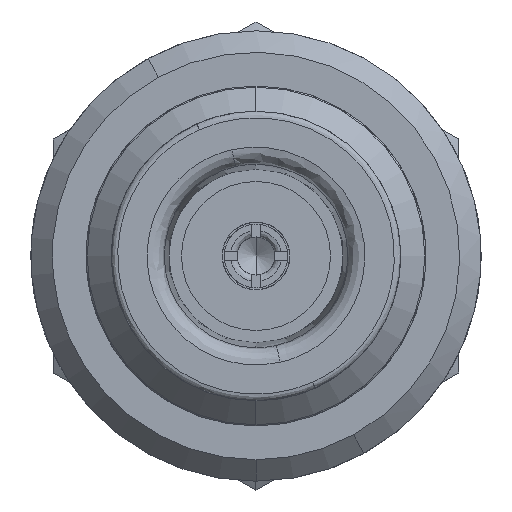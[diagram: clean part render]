
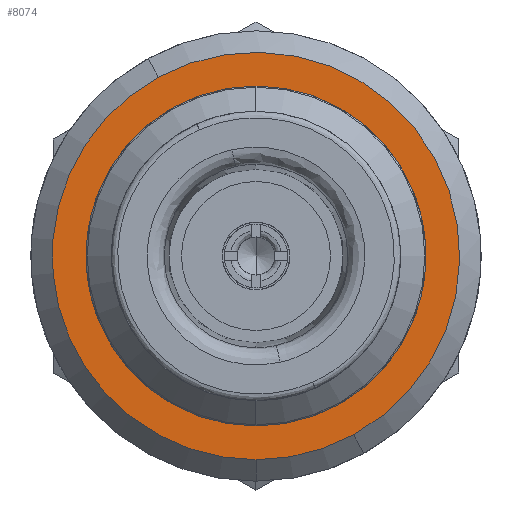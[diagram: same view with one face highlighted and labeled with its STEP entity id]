
A CAD part, left-side view. The second image highlights one B-rep face of the part: STEP entity #8074.
In plain terms, the highlighted planar face has unit normal (-1, 0, 0).
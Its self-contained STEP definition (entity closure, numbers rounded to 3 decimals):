
#142 = VERTEX_POINT ( 'NONE', #665 ) ;
#256 = VERTEX_POINT ( 'NONE', #5788 ) ;
#397 = EDGE_LOOP ( 'NONE', ( #9454, #8442, #7305 ) ) ;
#665 = CARTESIAN_POINT ( 'NONE',  ( -24.55, -4.555, -8.337 ) ) ;
#803 = DIRECTION ( 'NONE',  ( 1., 0., 0. ) ) ;
#1586 = DIRECTION ( 'NONE',  ( 1., 0., 0. ) ) ;
#1590 = CARTESIAN_POINT ( 'NONE',  ( -24.55, 0., 0. ) ) ;
#1944 = CIRCLE ( 'NONE', #7820, 9.5 ) ;
#2168 = CIRCLE ( 'NONE', #6063, 7.925 ) ;
#2593 = DIRECTION ( 'NONE',  ( 0., 0., -1. ) ) ;
#2783 = EDGE_CURVE ( 'NONE', #8019, #142, #10210, .T. ) ;
#3313 = DIRECTION ( 'NONE',  ( 1., 0., 0. ) ) ;
#3473 = ORIENTED_EDGE ( 'NONE', *, *, #11599, .T. ) ;
#3513 = CARTESIAN_POINT ( 'NONE',  ( -24.55, 0., 0. ) ) ;
#4140 = EDGE_CURVE ( 'NONE', #142, #256, #1944, .T. ) ;
#4143 = AXIS2_PLACEMENT_3D ( 'NONE', #9241, #10971, #8070 ) ;
#4260 = CARTESIAN_POINT ( 'NONE',  ( -24.55, 0., 0. ) ) ;
#4337 = AXIS2_PLACEMENT_3D ( 'NONE', #8477, #803, #8393 ) ;
#4558 = VERTEX_POINT ( 'NONE', #12231 ) ;
#4675 = FACE_OUTER_BOUND ( 'NONE', #397, .T. ) ;
#4727 = DIRECTION ( 'NONE',  ( 1., 0., 0. ) ) ;
#5298 = DIRECTION ( 'NONE',  ( 1., 0., 0. ) ) ;
#5589 = AXIS2_PLACEMENT_3D ( 'NONE', #3513, #1586, #6201 ) ;
#5639 = CIRCLE ( 'NONE', #4337, 7.925 ) ;
#5708 = DIRECTION ( 'NONE',  ( 0., 0., 1. ) ) ;
#5788 = CARTESIAN_POINT ( 'NONE',  ( -24.55, 0., -9.5 ) ) ;
#6063 = AXIS2_PLACEMENT_3D ( 'NONE', #10582, #4727, #5708 ) ;
#6138 = PLANE ( 'NONE',  #4143 ) ;
#6201 = DIRECTION ( 'NONE',  ( 0., 0., -1. ) ) ;
#6437 = FACE_BOUND ( 'NONE', #7121, .T. ) ;
#7121 = EDGE_LOOP ( 'NONE', ( #3473, #10124 ) ) ;
#7148 = AXIS2_PLACEMENT_3D ( 'NONE', #4260, #3313, #10000 ) ;
#7305 = ORIENTED_EDGE ( 'NONE', *, *, #4140, .F. ) ;
#7820 = AXIS2_PLACEMENT_3D ( 'NONE', #1590, #5298, #2593 ) ;
#8019 = VERTEX_POINT ( 'NONE', #8254 ) ;
#8070 = DIRECTION ( 'NONE',  ( 0., 0., 1. ) ) ;
#8074 = ADVANCED_FACE ( 'NONE', ( #6437, #4675 ), #6138, .T. ) ;
#8254 = CARTESIAN_POINT ( 'NONE',  ( -24.55, 4.555, 8.337 ) ) ;
#8393 = DIRECTION ( 'NONE',  ( 0., 0., 1. ) ) ;
#8442 = ORIENTED_EDGE ( 'NONE', *, *, #10131, .F. ) ;
#8477 = CARTESIAN_POINT ( 'NONE',  ( -24.55, 0., 0. ) ) ;
#9020 = CARTESIAN_POINT ( 'NONE',  ( -24.55, 0., -7.925 ) ) ;
#9229 = EDGE_CURVE ( 'NONE', #12129, #4558, #2168, .T. ) ;
#9241 = CARTESIAN_POINT ( 'NONE',  ( -24.55, 0., 10.5 ) ) ;
#9454 = ORIENTED_EDGE ( 'NONE', *, *, #2783, .F. ) ;
#10000 = DIRECTION ( 'NONE',  ( 0., 0., -1. ) ) ;
#10124 = ORIENTED_EDGE ( 'NONE', *, *, #9229, .T. ) ;
#10131 = EDGE_CURVE ( 'NONE', #256, #8019, #11867, .T. ) ;
#10210 = CIRCLE ( 'NONE', #7148, 9.5 ) ;
#10582 = CARTESIAN_POINT ( 'NONE',  ( -24.55, 0., 0. ) ) ;
#10971 = DIRECTION ( 'NONE',  ( -1., 0., 0. ) ) ;
#11599 = EDGE_CURVE ( 'NONE', #4558, #12129, #5639, .T. ) ;
#11867 = CIRCLE ( 'NONE', #5589, 9.5 ) ;
#12129 = VERTEX_POINT ( 'NONE', #9020 ) ;
#12231 = CARTESIAN_POINT ( 'NONE',  ( -24.55, 0., 7.925 ) ) ;
